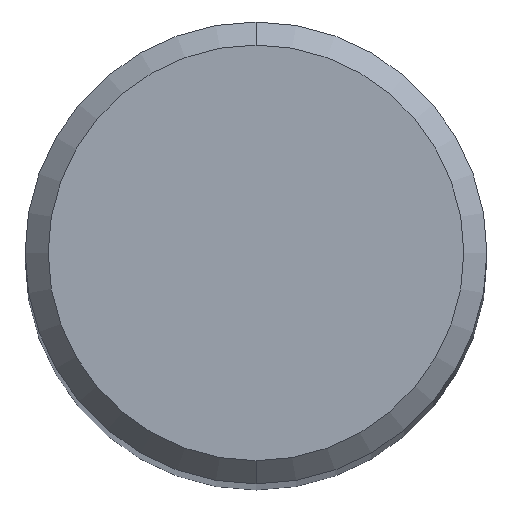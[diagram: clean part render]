
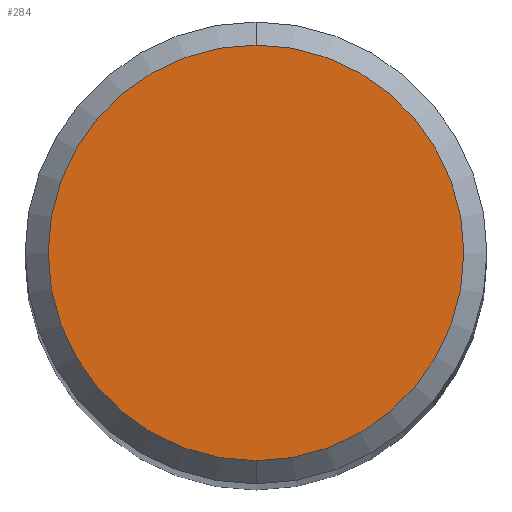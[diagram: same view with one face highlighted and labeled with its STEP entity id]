
A CAD part, top view. The second image highlights one B-rep face of the part: STEP entity #284.
In plain terms, the highlighted planar face has unit normal (0, 0, 1).
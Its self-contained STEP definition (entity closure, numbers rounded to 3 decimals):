
#150=VERTEX_POINT('',#375);
#244=VERTEX_POINT('',#483);
#270=EDGE_CURVE('',#150,#244,#510,.T.);
#284=ADVANCED_FACE('',(#528),#529,.T.);
#292=EDGE_CURVE('',#244,#150,#537,.T.);
#375=CARTESIAN_POINT('',(0.0,3.6,0.0));
#483=CARTESIAN_POINT('',(0.,-3.6,0.0));
#510=CIRCLE('',#791,3.6);
#528=FACE_OUTER_BOUND('',#813,.T.);
#529=PLANE('',#814);
#537=CIRCLE('',#823,3.6);
#791=AXIS2_PLACEMENT_3D('',#1095,#1096,#1097);
#813=EDGE_LOOP('',(#1132,#1133));
#814=AXIS2_PLACEMENT_3D('',#1134,#1135,#1136);
#823=AXIS2_PLACEMENT_3D('',#1141,#1142,#1143);
#1095=CARTESIAN_POINT('',(0.0,0.0,0.0));
#1096=DIRECTION('',(0.0,0.0,-1.0));
#1097=DIRECTION('',(0.0,1.0,0.0));
#1132=ORIENTED_EDGE('',*,*,#270,.F.);
#1133=ORIENTED_EDGE('',*,*,#292,.F.);
#1134=CARTESIAN_POINT('',(0.0,1.8,0.0));
#1135=DIRECTION('',(-0.0,0.0,1.0));
#1136=DIRECTION('',(0.0,-1.0,0.0));
#1141=CARTESIAN_POINT('',(0.0,0.0,0.0));
#1142=DIRECTION('',(0.0,0.0,-1.0));
#1143=DIRECTION('',(0.0,1.0,0.0));
